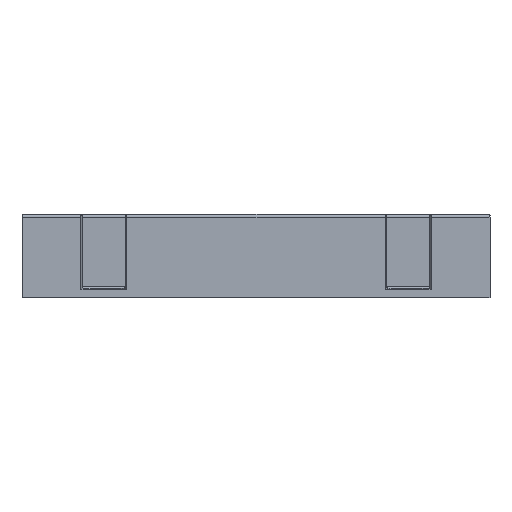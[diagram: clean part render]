
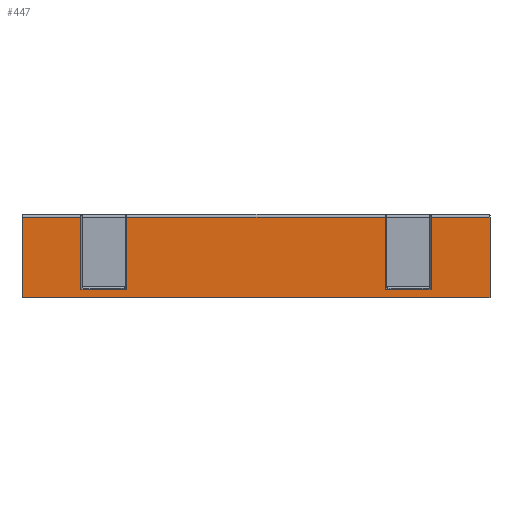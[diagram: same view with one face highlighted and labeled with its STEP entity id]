
A CAD part, front view. The second image highlights one B-rep face of the part: STEP entity #447.
In plain terms, the highlighted planar face has unit normal (0, -1, 0).
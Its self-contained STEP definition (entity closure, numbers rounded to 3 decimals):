
#34 = VERTEX_POINT ( 'NONE', #516 ) ;
#139 = VERTEX_POINT ( 'NONE', #8703 ) ;
#151 = VERTEX_POINT ( 'NONE', #8532 ) ;
#155 = VERTEX_POINT ( 'NONE', #8536 ) ;
#157 = VERTEX_POINT ( 'NONE', #8534 ) ;
#159 = VERTEX_POINT ( 'NONE', #8529 ) ;
#447 = ADVANCED_FACE ( 'NONE', ( #5158 ), #4505, .F. ) ;
#516 = CARTESIAN_POINT ( 'NONE',  ( 30.75, -23., 10.619 ) ) ;
#904 = ORIENTED_EDGE ( 'NONE', *, *, #2149, .T. ) ;
#905 = ORIENTED_EDGE ( 'NONE', *, *, #2150, .F. ) ;
#906 = ORIENTED_EDGE ( 'NONE', *, *, #2151, .F. ) ;
#907 = ORIENTED_EDGE ( 'NONE', *, *, #2094, .T. ) ;
#908 = ORIENTED_EDGE ( 'NONE', *, *, #2152, .T. ) ;
#909 = ORIENTED_EDGE ( 'NONE', *, *, #2153, .F. ) ;
#910 = ORIENTED_EDGE ( 'NONE', *, *, #2154, .F. ) ;
#911 = ORIENTED_EDGE ( 'NONE', *, *, #2078, .T. ) ;
#912 = ORIENTED_EDGE ( 'NONE', *, *, #2155, .T. ) ;
#913 = ORIENTED_EDGE ( 'NONE', *, *, #2156, .F. ) ;
#914 = ORIENTED_EDGE ( 'NONE', *, *, #2157, .F. ) ;
#915 = ORIENTED_EDGE ( 'NONE', *, *, #2098, .T. ) ;
#1539 = EDGE_LOOP ( 'NONE', ( #904, #905, #906, #907, #908, #909, #910, #911, #912, #913, #914, #915 ) ) ;
#1581 = VERTEX_POINT ( 'NONE', #6259 ) ;
#1583 = VERTEX_POINT ( 'NONE', #6261 ) ;
#1584 = VERTEX_POINT ( 'NONE', #6262 ) ;
#1585 = VERTEX_POINT ( 'NONE', #6263 ) ;
#1590 = VERTEX_POINT ( 'NONE', #6268 ) ;
#1592 = VERTEX_POINT ( 'NONE', #6270 ) ;
#2078 = EDGE_CURVE ( 'NONE', #34, #139, #7284, .T. ) ;
#2094 = EDGE_CURVE ( 'NONE', #151, #157, #7307, .T. ) ;
#2098 = EDGE_CURVE ( 'NONE', #155, #159, #7311, .T. ) ;
#2149 = EDGE_CURVE ( 'NONE', #159, #1583, #7384, .T. ) ;
#2150 = EDGE_CURVE ( 'NONE', #1584, #1583, #7390, .T. ) ;
#2151 = EDGE_CURVE ( 'NONE', #151, #1584, #7388, .T. ) ;
#2152 = EDGE_CURVE ( 'NONE', #157, #1585, #7394, .T. ) ;
#2153 = EDGE_CURVE ( 'NONE', #1590, #1585, #7396, .T. ) ;
#2154 = EDGE_CURVE ( 'NONE', #34, #1590, #7392, .T. ) ;
#2155 = EDGE_CURVE ( 'NONE', #139, #1581, #7400, .T. ) ;
#2156 = EDGE_CURVE ( 'NONE', #1592, #1581, #7402, .T. ) ;
#2157 = EDGE_CURVE ( 'NONE', #155, #1592, #7398, .T. ) ;
#4503 = CARTESIAN_POINT ( 'NONE',  ( 152.4, -23., 10.619 ) ) ;
#4505 = PLANE ( 'NONE',  #4843 ) ;
#4507 = DIRECTION ( 'NONE',  ( 0., 1., 0. ) ) ;
#4508 = DIRECTION ( 'NONE',  ( 0., 0., 1. ) ) ;
#4843 = AXIS2_PLACEMENT_3D ( 'NONE', #4503, #4507, #4508 ) ;
#5158 = FACE_OUTER_BOUND ( 'NONE', #1539, .T. ) ;
#6259 = CARTESIAN_POINT ( 'NONE',  ( 23., -23., 1.143 ) ) ;
#6261 = CARTESIAN_POINT ( 'NONE',  ( -17., -23., 1.143 ) ) ;
#6262 = CARTESIAN_POINT ( 'NONE',  ( -23., -23., 1.143 ) ) ;
#6263 = CARTESIAN_POINT ( 'NONE',  ( -30.75, -23., 0. ) ) ;
#6268 = CARTESIAN_POINT ( 'NONE',  ( 30.75, -23., 0. ) ) ;
#6270 = CARTESIAN_POINT ( 'NONE',  ( 17., -23., 1.143 ) ) ;
#6891 = DIRECTION ( 'NONE',  ( -1., 0., 0. ) ) ;
#6892 = CARTESIAN_POINT ( 'NONE',  ( 152.4, -23., 10.619 ) ) ;
#6935 = DIRECTION ( 'NONE',  ( -1., 0., 0. ) ) ;
#6939 = CARTESIAN_POINT ( 'NONE',  ( 152.4, -23., 10.619 ) ) ;
#6948 = DIRECTION ( 'NONE',  ( -1., 0., 0. ) ) ;
#6951 = CARTESIAN_POINT ( 'NONE',  ( 152.4, -23., 10.619 ) ) ;
#7082 = CARTESIAN_POINT ( 'NONE',  ( -17., -23., 11. ) ) ;
#7088 = CARTESIAN_POINT ( 'NONE',  ( -23., -23., 11. ) ) ;
#7092 = CARTESIAN_POINT ( 'NONE',  ( 30.75, -23., 11. ) ) ;
#7094 = DIRECTION ( 'NONE',  ( 0., 0., -1. ) ) ;
#7095 = CARTESIAN_POINT ( 'NONE',  ( -23., -23., 1.143 ) ) ;
#7096 = CARTESIAN_POINT ( 'NONE',  ( 17., -23., 11. ) ) ;
#7097 = DIRECTION ( 'NONE',  ( 1., 0., 0. ) ) ;
#7098 = DIRECTION ( 'NONE',  ( 0., 0., -1. ) ) ;
#7099 = CARTESIAN_POINT ( 'NONE',  ( -30.75, -23., 11. ) ) ;
#7100 = DIRECTION ( 'NONE',  ( 0., 0., -1. ) ) ;
#7101 = CARTESIAN_POINT ( 'NONE',  ( 152.4, -23., 0. ) ) ;
#7103 = DIRECTION ( 'NONE',  ( -1., 0., 0. ) ) ;
#7104 = DIRECTION ( 'NONE',  ( 0., 0., -1. ) ) ;
#7105 = CARTESIAN_POINT ( 'NONE',  ( 23., -23., 11. ) ) ;
#7106 = DIRECTION ( 'NONE',  ( 0., 0., -1. ) ) ;
#7107 = CARTESIAN_POINT ( 'NONE',  ( 23., -23., 1.143 ) ) ;
#7109 = DIRECTION ( 'NONE',  ( 1., 0., 0. ) ) ;
#7110 = DIRECTION ( 'NONE',  ( 0., 0., -1. ) ) ;
#7284 = LINE ( 'NONE', #6892, #7286 ) ;
#7286 = VECTOR ( 'NONE', #6891, 1000. ) ;
#7307 = LINE ( 'NONE', #6939, #7309 ) ;
#7309 = VECTOR ( 'NONE', #6935, 1000. ) ;
#7311 = LINE ( 'NONE', #6951, #7315 ) ;
#7315 = VECTOR ( 'NONE', #6948, 1000. ) ;
#7384 = LINE ( 'NONE', #7082, #7391 ) ;
#7388 = LINE ( 'NONE', #7088, #7395 ) ;
#7390 = LINE ( 'NONE', #7095, #7393 ) ;
#7391 = VECTOR ( 'NONE', #7094, 1000. ) ;
#7392 = LINE ( 'NONE', #7092, #7401 ) ;
#7393 = VECTOR ( 'NONE', #7097, 1000. ) ;
#7394 = LINE ( 'NONE', #7099, #7397 ) ;
#7395 = VECTOR ( 'NONE', #7098, 1000. ) ;
#7396 = LINE ( 'NONE', #7101, #7399 ) ;
#7397 = VECTOR ( 'NONE', #7100, 1000. ) ;
#7398 = LINE ( 'NONE', #7096, #7407 ) ;
#7399 = VECTOR ( 'NONE', #7103, 1000. ) ;
#7400 = LINE ( 'NONE', #7105, #7403 ) ;
#7401 = VECTOR ( 'NONE', #7104, 1000. ) ;
#7402 = LINE ( 'NONE', #7107, #7405 ) ;
#7403 = VECTOR ( 'NONE', #7106, 1000. ) ;
#7405 = VECTOR ( 'NONE', #7109, 1000. ) ;
#7407 = VECTOR ( 'NONE', #7110, 1000. ) ;
#8529 = CARTESIAN_POINT ( 'NONE',  ( -17., -23., 10.619 ) ) ;
#8532 = CARTESIAN_POINT ( 'NONE',  ( -23., -23., 10.619 ) ) ;
#8534 = CARTESIAN_POINT ( 'NONE',  ( -30.75, -23., 10.619 ) ) ;
#8536 = CARTESIAN_POINT ( 'NONE',  ( 17., -23., 10.619 ) ) ;
#8703 = CARTESIAN_POINT ( 'NONE',  ( 23., -23., 10.619 ) ) ;
